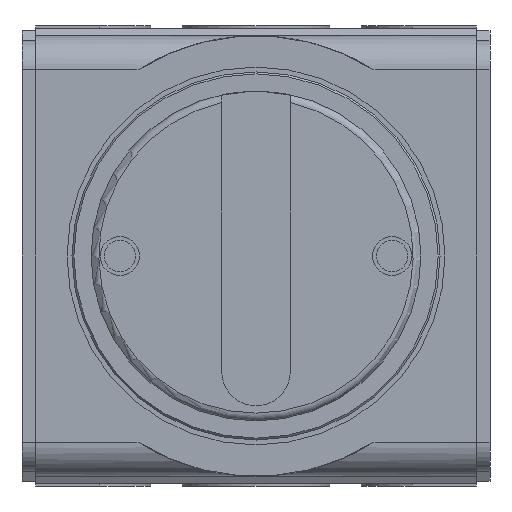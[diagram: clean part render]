
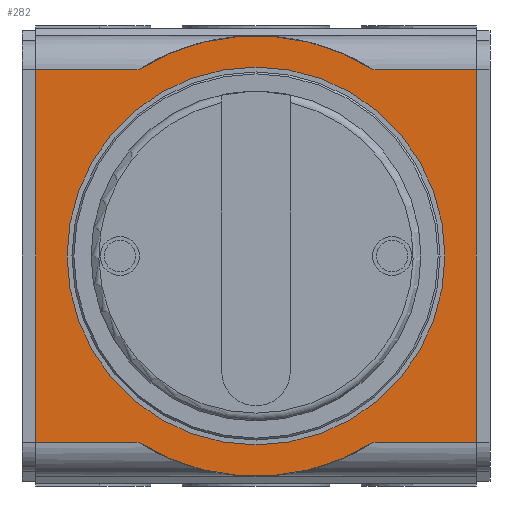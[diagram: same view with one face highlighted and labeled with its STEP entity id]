
A CAD part, front view. The second image highlights one B-rep face of the part: STEP entity #282.
In plain terms, the highlighted planar face has unit normal (0, -1, 0).
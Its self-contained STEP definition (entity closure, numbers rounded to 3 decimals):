
#282 = ADVANCED_FACE( '', ( #764, #765 ), #766, .F. );
#764 = FACE_BOUND( '', #1446, .T. );
#765 = FACE_OUTER_BOUND( '', #1447, .T. );
#766 = PLANE( '', #1448 );
#1446 = EDGE_LOOP( '', ( #3018 ) );
#1447 = EDGE_LOOP( '', ( #3019, #3020, #3021, #3022, #3023, #3024, #3025, #3026 ) );
#1448 = AXIS2_PLACEMENT_3D( '', #3027, #3028, #3029 );
#3018 = ORIENTED_EDGE( '', *, *, #4520, .F. );
#3019 = ORIENTED_EDGE( '', *, *, #4521, .T. );
#3020 = ORIENTED_EDGE( '', *, *, #4522, .T. );
#3021 = ORIENTED_EDGE( '', *, *, #4523, .T. );
#3022 = ORIENTED_EDGE( '', *, *, #4524, .T. );
#3023 = ORIENTED_EDGE( '', *, *, #4517, .F. );
#3024 = ORIENTED_EDGE( '', *, *, #4525, .T. );
#3025 = ORIENTED_EDGE( '', *, *, #4526, .F. );
#3026 = ORIENTED_EDGE( '', *, *, #4527, .F. );
#3027 = CARTESIAN_POINT( '', ( 22.5, 0., 19. ) );
#3028 = DIRECTION( '', ( 0., 1., 0. ) );
#3029 = DIRECTION( '', ( 0., 0., 1. ) );
#4517 = EDGE_CURVE( '', #5509, #5512, #5513, .T. );
#4520 = EDGE_CURVE( '', #5517, #5517, #5518, .T. );
#4521 = EDGE_CURVE( '', #5519, #5520, #5521, .T. );
#4522 = EDGE_CURVE( '', #5520, #5522, #5523, .T. );
#4523 = EDGE_CURVE( '', #5522, #5524, #5525, .T. );
#4524 = EDGE_CURVE( '', #5524, #5512, #5526, .T. );
#4525 = EDGE_CURVE( '', #5509, #5527, #5528, .T. );
#4526 = EDGE_CURVE( '', #5529, #5527, #5530, .T. );
#4527 = EDGE_CURVE( '', #5519, #5529, #5531, .T. );
#5509 = VERTEX_POINT( '', #7073 );
#5512 = VERTEX_POINT( '', #7093 );
#5513 = LINE( '', #7094, #7095 );
#5517 = VERTEX_POINT( '', #7100 );
#5518 = CIRCLE( '', #7101, 19.3 );
#5519 = VERTEX_POINT( '', #7102 );
#5520 = VERTEX_POINT( '', #7103 );
#5521 = LINE( '', #7104, #7105 );
#5522 = VERTEX_POINT( '', #7106 );
#5523 = CIRCLE( '', #7107, 22.5 );
#5524 = VERTEX_POINT( '', #7108 );
#5525 = LINE( '', #7109, #7110 );
#5526 = LINE( '', #7111, #7112 );
#5527 = VERTEX_POINT( '', #7113 );
#5528 = CIRCLE( '', #7114, 22.5 );
#5529 = VERTEX_POINT( '', #7115 );
#5530 = LINE( '', #7116, #7117 );
#5531 = LINE( '', #7118, #7119 );
#7073 = CARTESIAN_POINT( '', ( -12.052, 0., -19. ) );
#7093 = CARTESIAN_POINT( '', ( -22.5, 0., -19. ) );
#7094 = CARTESIAN_POINT( '', ( 22.5, 0., -19. ) );
#7095 = VECTOR( '', #8464, 1000. );
#7100 = CARTESIAN_POINT( '', ( 0., 0., -19.3 ) );
#7101 = AXIS2_PLACEMENT_3D( '', #8469, #8470, #8471 );
#7102 = CARTESIAN_POINT( '', ( 22.5, 0., 19. ) );
#7103 = CARTESIAN_POINT( '', ( 12.052, 0., 19. ) );
#7104 = CARTESIAN_POINT( '', ( 22.5, 0., 19. ) );
#7105 = VECTOR( '', #8472, 1000. );
#7106 = CARTESIAN_POINT( '', ( -12.052, 0., 19. ) );
#7107 = AXIS2_PLACEMENT_3D( '', #8473, #8474, #8475 );
#7108 = CARTESIAN_POINT( '', ( -22.5, 0., 19. ) );
#7109 = CARTESIAN_POINT( '', ( 22.5, 0., 19. ) );
#7110 = VECTOR( '', #8476, 1000. );
#7111 = CARTESIAN_POINT( '', ( -22.5, 0., 19. ) );
#7112 = VECTOR( '', #8477, 1000. );
#7113 = CARTESIAN_POINT( '', ( 12.052, 0., -19. ) );
#7114 = AXIS2_PLACEMENT_3D( '', #8478, #8479, #8480 );
#7115 = CARTESIAN_POINT( '', ( 22.5, 0., -19. ) );
#7116 = CARTESIAN_POINT( '', ( 22.5, 0., -19. ) );
#7117 = VECTOR( '', #8481, 1000. );
#7118 = CARTESIAN_POINT( '', ( 22.5, 0., 19. ) );
#7119 = VECTOR( '', #8482, 1000. );
#8464 = DIRECTION( '', ( -1., 0., 0. ) );
#8469 = CARTESIAN_POINT( '', ( 0., 0., 0. ) );
#8470 = DIRECTION( '', ( 0., -1., 0. ) );
#8471 = DIRECTION( '', ( 0., 0., -1. ) );
#8472 = DIRECTION( '', ( -1., 0., 0. ) );
#8473 = CARTESIAN_POINT( '', ( 0., 0., 0. ) );
#8474 = DIRECTION( '', ( 0., -1., 0. ) );
#8475 = DIRECTION( '', ( 0., 0., -1. ) );
#8476 = DIRECTION( '', ( -1., 0., 0. ) );
#8477 = DIRECTION( '', ( 0., 0., -1. ) );
#8478 = CARTESIAN_POINT( '', ( 0., 0., 0. ) );
#8479 = DIRECTION( '', ( 0., -1., 0. ) );
#8480 = DIRECTION( '', ( 0., 0., -1. ) );
#8481 = DIRECTION( '', ( -1., 0., 0. ) );
#8482 = DIRECTION( '', ( 0., 0., -1. ) );
